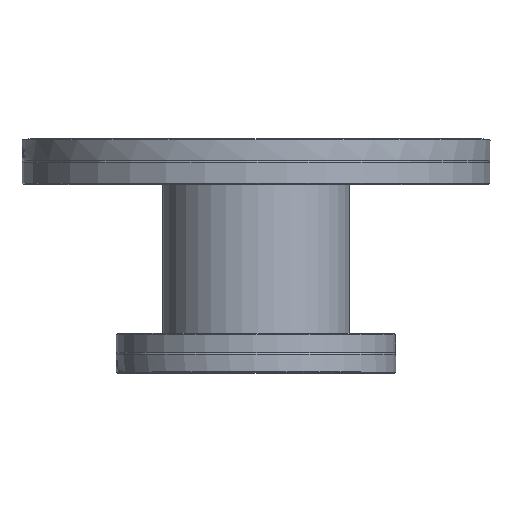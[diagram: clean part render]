
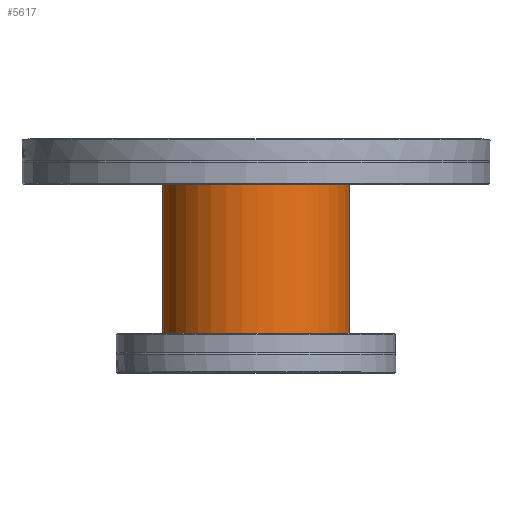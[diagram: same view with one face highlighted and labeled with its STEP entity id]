
A CAD part, top view. The second image highlights one B-rep face of the part: STEP entity #5617.
In plain terms, the highlighted cylindrical face has radius 50.8 mm (diameter 101.6 mm), a full revolution.
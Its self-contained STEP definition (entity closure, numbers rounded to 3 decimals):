
#1204=FACE_BOUND('',#2145,.T.);
#1551=FACE_OUTER_BOUND('',#2144,.T.);
#2144=EDGE_LOOP('',(#5194));
#2145=EDGE_LOOP('',(#5195));
#2468=CIRCLE('',#6291,50.8);
#2469=CIRCLE('',#6292,50.8);
#3017=VERTEX_POINT('',#33208);
#3018=VERTEX_POINT('',#33210);
#3744=EDGE_CURVE('',#3017,#3017,#2468,.T.);
#3745=EDGE_CURVE('',#3018,#3018,#2469,.T.);
#5194=ORIENTED_EDGE('',*,*,#3744,.F.);
#5195=ORIENTED_EDGE('',*,*,#3745,.F.);
#5272=CYLINDRICAL_SURFACE('',#6290,50.8);
#5617=ADVANCED_FACE('',(#1551,#1204),#5272,.T.);
#6290=AXIS2_PLACEMENT_3D('',#33207,#7656,#7657);
#6291=AXIS2_PLACEMENT_3D('',#33209,#7658,#7659);
#6292=AXIS2_PLACEMENT_3D('',#33211,#7660,#7661);
#7656=DIRECTION('center_axis',(0.,0.,1.));
#7657=DIRECTION('ref_axis',(-1.,0.,0.));
#7658=DIRECTION('center_axis',(0.,0.,1.));
#7659=DIRECTION('ref_axis',(-1.,0.,0.));
#7660=DIRECTION('center_axis',(0.,0.,-1.));
#7661=DIRECTION('ref_axis',(-1.,0.,0.));
#33207=CARTESIAN_POINT('Origin',(0.,0.,0.));
#33208=CARTESIAN_POINT('',(50.8,0.,114.73));
#33209=CARTESIAN_POINT('Origin',(0.,0.,114.73));
#33210=CARTESIAN_POINT('',(50.8,0.,0.));
#33211=CARTESIAN_POINT('Origin',(0.,0.,0.));
